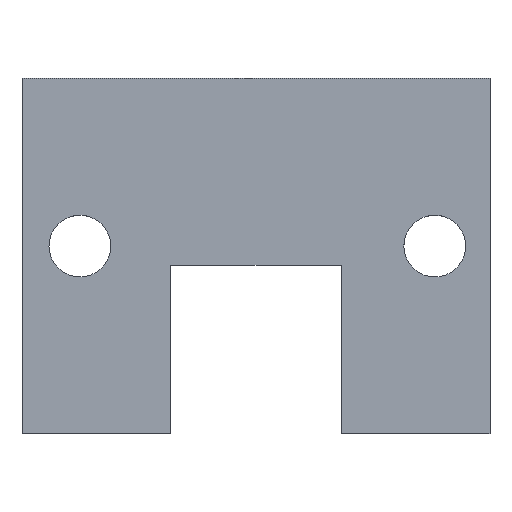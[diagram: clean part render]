
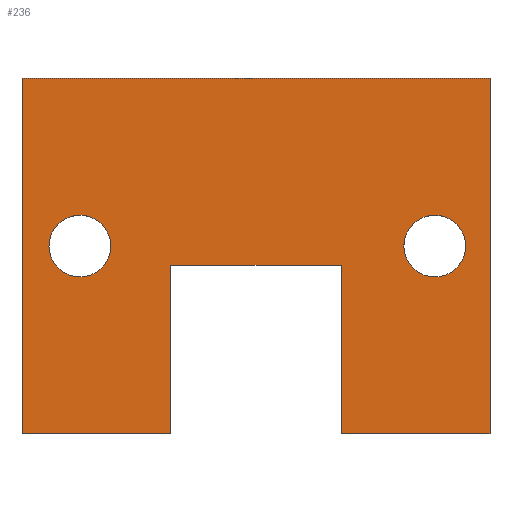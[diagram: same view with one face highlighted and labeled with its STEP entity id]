
A CAD part, top view. The second image highlights one B-rep face of the part: STEP entity #236.
In plain terms, the highlighted planar face has unit normal (0, 0, 1).
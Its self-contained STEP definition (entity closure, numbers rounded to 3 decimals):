
#2 = ORIENTED_EDGE ( 'NONE', *, *, #354, .T. ) ;
#3 = LINE ( 'NONE', #253, #325 ) ;
#5 = LINE ( 'NONE', #453, #14 ) ;
#9 = VERTEX_POINT ( 'NONE', #20 ) ;
#14 = VECTOR ( 'NONE', #37, 1000. ) ;
#16 = CARTESIAN_POINT ( 'NONE',  ( 7.95, 9., 4. ) ) ;
#17 = EDGE_CURVE ( 'NONE', #9, #112, #353, .T. ) ;
#20 = CARTESIAN_POINT ( 'NONE',  ( 7.95, 0., 4. ) ) ;
#21 = EDGE_CURVE ( 'NONE', #261, #425, #130, .T. ) ;
#22 = CARTESIAN_POINT ( 'NONE',  ( 20.4, 10.032, 4. ) ) ;
#26 = DIRECTION ( 'NONE',  ( 0., 0., 1. ) ) ;
#37 = DIRECTION ( 'NONE',  ( 0., 1., 0. ) ) ;
#38 = ORIENTED_EDGE ( 'NONE', *, *, #314, .T. ) ;
#45 = EDGE_LOOP ( 'NONE', ( #242, #401 ) ) ;
#47 = CARTESIAN_POINT ( 'NONE',  ( 23.7, 10.032, 4. ) ) ;
#51 = VECTOR ( 'NONE', #107, 1000. ) ;
#61 = ORIENTED_EDGE ( 'NONE', *, *, #338, .T. ) ;
#62 = CARTESIAN_POINT ( 'NONE',  ( 3.092, 10.032, 4. ) ) ;
#64 = FACE_OUTER_BOUND ( 'NONE', #81, .T. ) ;
#66 = DIRECTION ( 'NONE',  ( 1., 0., 0. ) ) ;
#67 = CARTESIAN_POINT ( 'NONE',  ( 17.05, 0., 4. ) ) ;
#70 = VERTEX_POINT ( 'NONE', #388 ) ;
#74 = ORIENTED_EDGE ( 'NONE', *, *, #183, .F. ) ;
#79 = CIRCLE ( 'NONE', #194, 1.65 ) ;
#81 = EDGE_LOOP ( 'NONE', ( #38, #61, #301, #373, #263, #147, #2, #205 ) ) ;
#86 = AXIS2_PLACEMENT_3D ( 'NONE', #457, #417, #161 ) ;
#89 = CARTESIAN_POINT ( 'NONE',  ( 7.95, 0., 4. ) ) ;
#95 = CARTESIAN_POINT ( 'NONE',  ( 3.092, 10.032, 4. ) ) ;
#97 = DIRECTION ( 'NONE',  ( -1., 0., 0. ) ) ;
#105 = DIRECTION ( 'NONE',  ( 0., -1., 0. ) ) ;
#107 = DIRECTION ( 'NONE',  ( -1., 0., 0. ) ) ;
#112 = VERTEX_POINT ( 'NONE', #16 ) ;
#113 = CARTESIAN_POINT ( 'NONE',  ( 0., 0., 4. ) ) ;
#119 = VECTOR ( 'NONE', #105, 1000. ) ;
#123 = CARTESIAN_POINT ( 'NONE',  ( 17.05, 0., 4. ) ) ;
#129 = DIRECTION ( 'NONE',  ( 1., 0., 0. ) ) ;
#130 = CIRCLE ( 'NONE', #86, 1.65 ) ;
#137 = VECTOR ( 'NONE', #277, 1000. ) ;
#138 = VERTEX_POINT ( 'NONE', #285 ) ;
#147 = ORIENTED_EDGE ( 'NONE', *, *, #434, .T. ) ;
#150 = EDGE_CURVE ( 'NONE', #187, #138, #383, .T. ) ;
#151 = CARTESIAN_POINT ( 'NONE',  ( 0., 19., 4. ) ) ;
#161 = DIRECTION ( 'NONE',  ( 1., 0., 0. ) ) ;
#162 = FACE_BOUND ( 'NONE', #45, .T. ) ;
#167 = CIRCLE ( 'NONE', #446, 1.65 ) ;
#178 = VERTEX_POINT ( 'NONE', #204 ) ;
#183 = EDGE_CURVE ( 'NONE', #425, #261, #167, .T. ) ;
#186 = DIRECTION ( 'NONE',  ( 1., 0., 0. ) ) ;
#187 = VERTEX_POINT ( 'NONE', #212 ) ;
#193 = DIRECTION ( 'NONE',  ( 0., -1., 0. ) ) ;
#194 = AXIS2_PLACEMENT_3D ( 'NONE', #95, #290, #438 ) ;
#196 = DIRECTION ( 'NONE',  ( 0., 1., 0. ) ) ;
#199 = VECTOR ( 'NONE', #196, 1000. ) ;
#204 = CARTESIAN_POINT ( 'NONE',  ( 25., 19., 4. ) ) ;
#205 = ORIENTED_EDGE ( 'NONE', *, *, #315, .T. ) ;
#212 = CARTESIAN_POINT ( 'NONE',  ( 4.742, 10.032, 4. ) ) ;
#224 = LINE ( 'NONE', #260, #51 ) ;
#228 = VECTOR ( 'NONE', #193, 1000. ) ;
#231 = LINE ( 'NONE', #123, #137 ) ;
#232 = EDGE_CURVE ( 'NONE', #138, #187, #79, .T. ) ;
#236 = ADVANCED_FACE ( 'NONE', ( #477, #162, #64 ), #432, .F. ) ;
#241 = LINE ( 'NONE', #470, #276 ) ;
#242 = ORIENTED_EDGE ( 'NONE', *, *, #150, .F. ) ;
#244 = EDGE_CURVE ( 'NONE', #112, #329, #241, .T. ) ;
#252 = CARTESIAN_POINT ( 'NONE',  ( 22.05, 10.032, 4. ) ) ;
#253 = CARTESIAN_POINT ( 'NONE',  ( 0., 0., 4. ) ) ;
#254 = VERTEX_POINT ( 'NONE', #67 ) ;
#257 = AXIS2_PLACEMENT_3D ( 'NONE', #62, #435, #66 ) ;
#260 = CARTESIAN_POINT ( 'NONE',  ( 0., 19., 4. ) ) ;
#261 = VERTEX_POINT ( 'NONE', #22 ) ;
#262 = CARTESIAN_POINT ( 'NONE',  ( 25., 0., 4. ) ) ;
#263 = ORIENTED_EDGE ( 'NONE', *, *, #452, .T. ) ;
#276 = VECTOR ( 'NONE', #322, 1000. ) ;
#277 = DIRECTION ( 'NONE',  ( 1., 0., 0. ) ) ;
#285 = CARTESIAN_POINT ( 'NONE',  ( 1.442, 10.032, 4. ) ) ;
#290 = DIRECTION ( 'NONE',  ( 0., 0., 1. ) ) ;
#294 = ORIENTED_EDGE ( 'NONE', *, *, #21, .F. ) ;
#301 = ORIENTED_EDGE ( 'NONE', *, *, #17, .T. ) ;
#314 = EDGE_CURVE ( 'NONE', #480, #70, #342, .T. ) ;
#315 = EDGE_CURVE ( 'NONE', #178, #480, #224, .T. ) ;
#320 = CARTESIAN_POINT ( 'NONE',  ( 0., 0., 4. ) ) ;
#322 = DIRECTION ( 'NONE',  ( 1., 0., 0. ) ) ;
#325 = VECTOR ( 'NONE', #186, 1000. ) ;
#329 = VERTEX_POINT ( 'NONE', #344 ) ;
#331 = EDGE_LOOP ( 'NONE', ( #74, #294 ) ) ;
#338 = EDGE_CURVE ( 'NONE', #70, #9, #3, .T. ) ;
#342 = LINE ( 'NONE', #113, #119 ) ;
#343 = VERTEX_POINT ( 'NONE', #262 ) ;
#344 = CARTESIAN_POINT ( 'NONE',  ( 17.05, 9., 4. ) ) ;
#346 = CARTESIAN_POINT ( 'NONE',  ( 17.05, 0., 4. ) ) ;
#353 = LINE ( 'NONE', #89, #199 ) ;
#354 = EDGE_CURVE ( 'NONE', #343, #178, #5, .T. ) ;
#370 = AXIS2_PLACEMENT_3D ( 'NONE', #320, #472, #97 ) ;
#373 = ORIENTED_EDGE ( 'NONE', *, *, #244, .T. ) ;
#383 = CIRCLE ( 'NONE', #257, 1.65 ) ;
#387 = LINE ( 'NONE', #346, #228 ) ;
#388 = CARTESIAN_POINT ( 'NONE',  ( 0., 0., 4. ) ) ;
#401 = ORIENTED_EDGE ( 'NONE', *, *, #232, .F. ) ;
#417 = DIRECTION ( 'NONE',  ( 0., 0., 1. ) ) ;
#425 = VERTEX_POINT ( 'NONE', #47 ) ;
#432 = PLANE ( 'NONE',  #370 ) ;
#434 = EDGE_CURVE ( 'NONE', #254, #343, #231, .T. ) ;
#435 = DIRECTION ( 'NONE',  ( 0., 0., 1. ) ) ;
#438 = DIRECTION ( 'NONE',  ( 1., 0., 0. ) ) ;
#446 = AXIS2_PLACEMENT_3D ( 'NONE', #252, #26, #129 ) ;
#452 = EDGE_CURVE ( 'NONE', #329, #254, #387, .T. ) ;
#453 = CARTESIAN_POINT ( 'NONE',  ( 25., 0., 4. ) ) ;
#457 = CARTESIAN_POINT ( 'NONE',  ( 22.05, 10.032, 4. ) ) ;
#470 = CARTESIAN_POINT ( 'NONE',  ( 7.95, 9., 4. ) ) ;
#472 = DIRECTION ( 'NONE',  ( 0., 0., -1. ) ) ;
#477 = FACE_BOUND ( 'NONE', #331, .T. ) ;
#480 = VERTEX_POINT ( 'NONE', #151 ) ;
